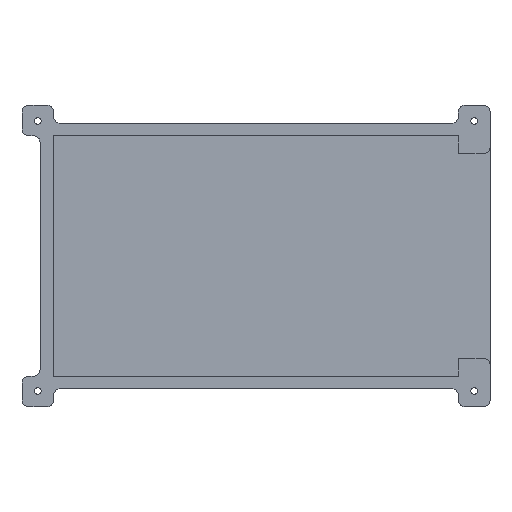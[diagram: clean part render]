
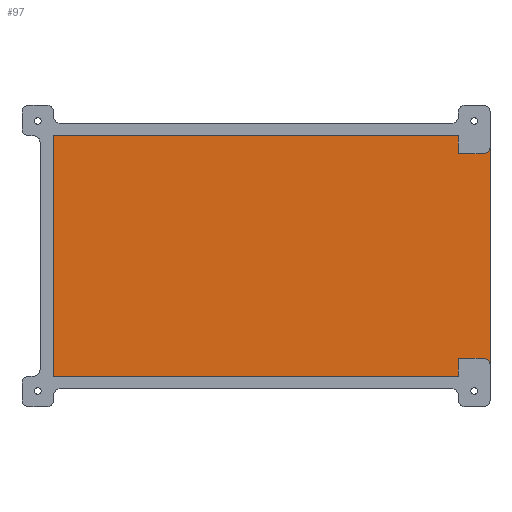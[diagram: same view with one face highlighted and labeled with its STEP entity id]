
A CAD part, top view. The second image highlights one B-rep face of the part: STEP entity #97.
In plain terms, the highlighted planar face has unit normal (0, 0, 1).
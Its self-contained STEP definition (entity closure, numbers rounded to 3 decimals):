
#38 = VECTOR ( 'NONE', #1448, 1000. ) ;
#60 = CARTESIAN_POINT ( 'NONE',  ( 104., 45.5, 0. ) ) ;
#68 = LINE ( 'NONE', #60, #165 ) ;
#81 = VERTEX_POINT ( 'NONE', #543 ) ;
#96 = CARTESIAN_POINT ( 'NONE',  ( -90., -53.5, 0. ) ) ;
#97 = ADVANCED_FACE ( 'NONE', ( #140 ), #1111, .F. ) ;
#103 = CIRCLE ( 'NONE', #804, 3. ) ;
#136 = VECTOR ( 'NONE', #1273, 1000. ) ;
#140 = FACE_OUTER_BOUND ( 'NONE', #1646, .T. ) ;
#153 = CARTESIAN_POINT ( 'NONE',  ( 90., 45.5, 0. ) ) ;
#165 = VECTOR ( 'NONE', #889, 1000. ) ;
#246 = LINE ( 'NONE', #264, #449 ) ;
#264 = CARTESIAN_POINT ( 'NONE',  ( 104., -45.5, 0. ) ) ;
#292 = CARTESIAN_POINT ( 'NONE',  ( -90., 53.5, 0. ) ) ;
#366 = ORIENTED_EDGE ( 'NONE', *, *, #1199, .T. ) ;
#399 = CARTESIAN_POINT ( 'NONE',  ( 90., 53.5, 0. ) ) ;
#449 = VECTOR ( 'NONE', #808, 1000. ) ;
#460 = CARTESIAN_POINT ( 'NONE',  ( 104., 48.5, 0. ) ) ;
#511 = VERTEX_POINT ( 'NONE', #1069 ) ;
#543 = CARTESIAN_POINT ( 'NONE',  ( 104., -48.5, 0. ) ) ;
#548 = EDGE_CURVE ( 'NONE', #762, #596, #1189, .T. ) ;
#553 = DIRECTION ( 'NONE',  ( 0., 1., 0. ) ) ;
#560 = ORIENTED_EDGE ( 'NONE', *, *, #548, .T. ) ;
#596 = VERTEX_POINT ( 'NONE', #96 ) ;
#612 = LINE ( 'NONE', #1175, #658 ) ;
#658 = VECTOR ( 'NONE', #1056, 1000. ) ;
#668 = CARTESIAN_POINT ( 'NONE',  ( 101., -45.5, 0. ) ) ;
#719 = CARTESIAN_POINT ( 'NONE',  ( -90., 53.5, 0. ) ) ;
#747 = CARTESIAN_POINT ( 'NONE',  ( -90., -53.5, 0. ) ) ;
#754 = ORIENTED_EDGE ( 'NONE', *, *, #1521, .T. ) ;
#762 = VERTEX_POINT ( 'NONE', #719 ) ;
#790 = ORIENTED_EDGE ( 'NONE', *, *, #1363, .T. ) ;
#804 = AXIS2_PLACEMENT_3D ( 'NONE', #892, #1177, #1732 ) ;
#808 = DIRECTION ( 'NONE',  ( 0., 1., 0. ) ) ;
#821 = VERTEX_POINT ( 'NONE', #153 ) ;
#889 = DIRECTION ( 'NONE',  ( -1., 0., 0. ) ) ;
#892 = CARTESIAN_POINT ( 'NONE',  ( 101., -48.5, 0. ) ) ;
#912 = ORIENTED_EDGE ( 'NONE', *, *, #1437, .T. ) ;
#921 = VERTEX_POINT ( 'NONE', #1033 ) ;
#968 = EDGE_CURVE ( 'NONE', #1447, #81, #103, .T. ) ;
#992 = DIRECTION ( 'NONE',  ( -1., 0., 0. ) ) ;
#1015 = AXIS2_PLACEMENT_3D ( 'NONE', #1147, #1249, #1809 ) ;
#1033 = CARTESIAN_POINT ( 'NONE',  ( 101., 45.5, 0. ) ) ;
#1045 = AXIS2_PLACEMENT_3D ( 'NONE', #1131, #1689, #992 ) ;
#1046 = VECTOR ( 'NONE', #1470, 1000. ) ;
#1056 = DIRECTION ( 'NONE',  ( 0., 1., 0. ) ) ;
#1069 = CARTESIAN_POINT ( 'NONE',  ( 90., -53.5, 0. ) ) ;
#1073 = ORIENTED_EDGE ( 'NONE', *, *, #968, .T. ) ;
#1090 = EDGE_CURVE ( 'NONE', #81, #1627, #246, .T. ) ;
#1111 = PLANE ( 'NONE',  #1045 ) ;
#1131 = CARTESIAN_POINT ( 'NONE',  ( 0., 0., 0. ) ) ;
#1140 = CARTESIAN_POINT ( 'NONE',  ( 90., -45.5, 0. ) ) ;
#1147 = CARTESIAN_POINT ( 'NONE',  ( 101., 48.5, 0. ) ) ;
#1175 = CARTESIAN_POINT ( 'NONE',  ( 90., -53.5, 0. ) ) ;
#1177 = DIRECTION ( 'NONE',  ( 0., 0., -1. ) ) ;
#1189 = LINE ( 'NONE', #747, #38 ) ;
#1199 = EDGE_CURVE ( 'NONE', #596, #511, #1698, .T. ) ;
#1201 = VERTEX_POINT ( 'NONE', #1140 ) ;
#1249 = DIRECTION ( 'NONE',  ( 0., 0., -1. ) ) ;
#1268 = EDGE_CURVE ( 'NONE', #1627, #921, #1503, .T. ) ;
#1273 = DIRECTION ( 'NONE',  ( 1., 0., 0. ) ) ;
#1296 = DIRECTION ( 'NONE',  ( -1., 0., 0. ) ) ;
#1329 = VECTOR ( 'NONE', #553, 1000. ) ;
#1363 = EDGE_CURVE ( 'NONE', #921, #821, #68, .T. ) ;
#1385 = VECTOR ( 'NONE', #1296, 1000. ) ;
#1386 = EDGE_CURVE ( 'NONE', #511, #1201, #612, .T. ) ;
#1388 = CARTESIAN_POINT ( 'NONE',  ( 90., -53.5, 0. ) ) ;
#1398 = CARTESIAN_POINT ( 'NONE',  ( -90., -53.5, 0. ) ) ;
#1407 = ORIENTED_EDGE ( 'NONE', *, *, #1673, .T. ) ;
#1428 = ORIENTED_EDGE ( 'NONE', *, *, #1268, .T. ) ;
#1437 = EDGE_CURVE ( 'NONE', #1201, #1447, #1609, .T. ) ;
#1447 = VERTEX_POINT ( 'NONE', #668 ) ;
#1448 = DIRECTION ( 'NONE',  ( 0., -1., 0. ) ) ;
#1470 = DIRECTION ( 'NONE',  ( 1., 0., 0. ) ) ;
#1484 = VERTEX_POINT ( 'NONE', #399 ) ;
#1488 = CARTESIAN_POINT ( 'NONE',  ( 104., -45.5, 0. ) ) ;
#1503 = CIRCLE ( 'NONE', #1015, 3. ) ;
#1521 = EDGE_CURVE ( 'NONE', #821, #1484, #1665, .T. ) ;
#1602 = ORIENTED_EDGE ( 'NONE', *, *, #1386, .T. ) ;
#1609 = LINE ( 'NONE', #1488, #1046 ) ;
#1627 = VERTEX_POINT ( 'NONE', #460 ) ;
#1646 = EDGE_LOOP ( 'NONE', ( #560, #366, #1602, #912, #1073, #1685, #1428, #790, #754, #1407 ) ) ;
#1665 = LINE ( 'NONE', #1388, #1329 ) ;
#1673 = EDGE_CURVE ( 'NONE', #1484, #762, #1720, .T. ) ;
#1685 = ORIENTED_EDGE ( 'NONE', *, *, #1090, .T. ) ;
#1689 = DIRECTION ( 'NONE',  ( 0., 0., -1. ) ) ;
#1698 = LINE ( 'NONE', #1398, #136 ) ;
#1720 = LINE ( 'NONE', #292, #1385 ) ;
#1732 = DIRECTION ( 'NONE',  ( -1., 0., 0. ) ) ;
#1809 = DIRECTION ( 'NONE',  ( -1., 0., 0. ) ) ;
